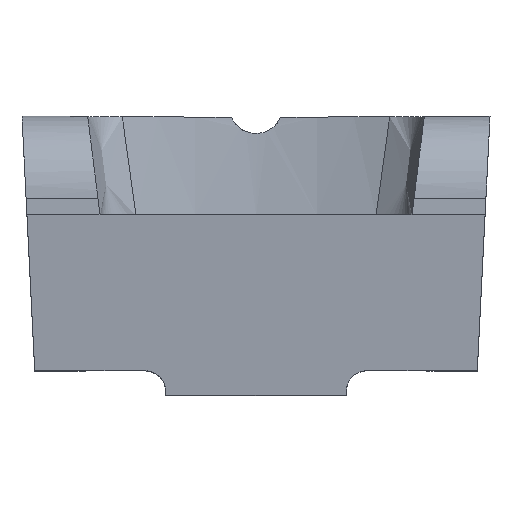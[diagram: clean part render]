
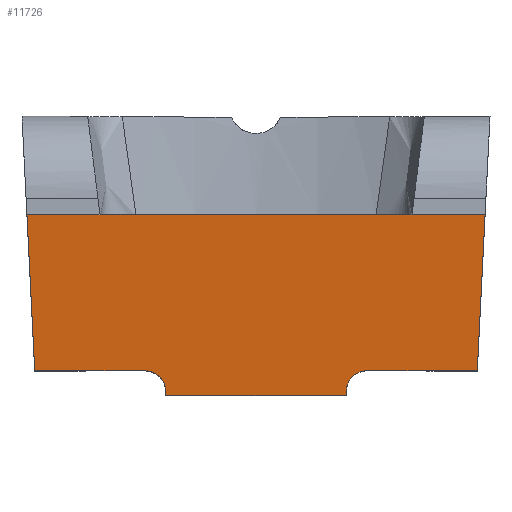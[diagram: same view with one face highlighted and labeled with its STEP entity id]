
A CAD part, top view. The second image highlights one B-rep face of the part: STEP entity #11726.
In plain terms, the highlighted planar face has unit normal (0, -0.09, 0.996).
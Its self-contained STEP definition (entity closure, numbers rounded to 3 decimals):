
#151 = EDGE_CURVE ( 'NONE', #1217, #563, #7439, .T. ) ;
#563 = VERTEX_POINT ( 'NONE', #7477 ) ;
#1217 = VERTEX_POINT ( 'NONE', #7507 ) ;
#3385 = VERTEX_POINT ( 'NONE', #7634 ) ;
#3405 = EDGE_CURVE ( 'NONE', #3385, #5942, #7633, .T. ) ;
#4690 = CARTESIAN_POINT ( 'NONE',  ( 11., -3., 27. ) ) ;
#4744 = DIRECTION ( 'NONE',  ( 0., -0.996, -0.091 ) ) ;
#4745 = VECTOR ( 'NONE', #4744, 1000. ) ;
#4746 = CARTESIAN_POINT ( 'NONE',  ( 11., 17.684, 28.88 ) ) ;
#4751 = LINE ( 'NONE', #4746, #4745 ) ;
#4952 = DIRECTION ( 'NONE',  ( 1., 0., 0. ) ) ;
#4953 = VECTOR ( 'NONE', #4952, 1000. ) ;
#4954 = CARTESIAN_POINT ( 'NONE',  ( -4.75, -3., 27. ) ) ;
#4955 = LINE ( 'NONE', #4954, #4953 ) ;
#5018 = DIRECTION ( 'NONE',  ( 0., 0.996, 0.091 ) ) ;
#5019 = DIRECTION ( 'NONE',  ( 0., 0.091, -0.996 ) ) ;
#5020 = AXIS2_PLACEMENT_3D ( 'NONE', #5021, #5019, #5018 ) ;
#5021 = CARTESIAN_POINT ( 'NONE',  ( -30., -3., 27. ) ) ;
#5022 = PLANE ( 'NONE',  #5020 ) ;
#5023 = FACE_OUTER_BOUND ( 'NONE', #11723, .T. ) ;
#5894 = VERTEX_POINT ( 'NONE', #8852 ) ;
#5896 = EDGE_CURVE ( 'NONE', #5894, #563, #8851, .T. ) ;
#5942 = VERTEX_POINT ( 'NONE', #8935 ) ;
#5945 = EDGE_CURVE ( 'NONE', #5942, #5946, #8927, .T. ) ;
#5946 = VERTEX_POINT ( 'NONE', #8929 ) ;
#5957 = VERTEX_POINT ( 'NONE', #8949 ) ;
#5961 = EDGE_CURVE ( 'NONE', #5957, #5962, #8989, .T. ) ;
#5962 = VERTEX_POINT ( 'NONE', #8946 ) ;
#6031 = VERTEX_POINT ( 'NONE', #9134 ) ;
#6033 = EDGE_CURVE ( 'NONE', #6031, #5957, #9133, .T. ) ;
#6112 = EDGE_CURVE ( 'NONE', #5946, #6113, #9283, .T. ) ;
#6113 = VERTEX_POINT ( 'NONE', #9279 ) ;
#6144 = EDGE_CURVE ( 'NONE', #6031, #6145, #9317, .T. ) ;
#6145 = VERTEX_POINT ( 'NONE', #9313 ) ;
#6327 = EDGE_CURVE ( 'NONE', #5894, #6113, #9620, .T. ) ;
#6342 = EDGE_CURVE ( 'NONE', #1217, #6145, #9657, .T. ) ;
#7436 = DIRECTION ( 'NONE',  ( -1., 0., 0. ) ) ;
#7437 = VECTOR ( 'NONE', #7436, 1000. ) ;
#7438 = CARTESIAN_POINT ( 'NONE',  ( 28.5, 19., 29. ) ) ;
#7439 = LINE ( 'NONE', #7438, #7437 ) ;
#7477 = CARTESIAN_POINT ( 'NONE',  ( -19., 19., 29. ) ) ;
#7507 = CARTESIAN_POINT ( 'NONE',  ( 19., 19., 29. ) ) ;
#7630 = DIRECTION ( 'NONE',  ( 0., 0.996, 0.091 ) ) ;
#7631 = VECTOR ( 'NONE', #7630, 1000. ) ;
#7632 = CARTESIAN_POINT ( 'NONE',  ( -11., 19., 29. ) ) ;
#7633 = LINE ( 'NONE', #7632, #7631 ) ;
#7634 = CARTESIAN_POINT ( 'NONE',  ( -11., -3., 27. ) ) ;
#8848 = DIRECTION ( 'NONE',  ( 1., 0., 0. ) ) ;
#8849 = VECTOR ( 'NONE', #8848, 1000. ) ;
#8850 = CARTESIAN_POINT ( 'NONE',  ( -30., 19., 29. ) ) ;
#8851 = LINE ( 'NONE', #8850, #8849 ) ;
#8852 = CARTESIAN_POINT ( 'NONE',  ( -27.9, 19., 29. ) ) ;
#8927 =( BOUNDED_CURVE ( )  B_SPLINE_CURVE ( 3, ( #8971, #8970, #8969, #8968 ),
 .UNSPECIFIED., .F., .T. ) 
 B_SPLINE_CURVE_WITH_KNOTS ( ( 4, 4 ),
 ( 4.712, 6.283 ),
 .UNSPECIFIED. ) 
 CURVE ( )  GEOMETRIC_REPRESENTATION_ITEM ( )  RATIONAL_B_SPLINE_CURVE ( ( 1., 0.805, 0.805, 1. ) ) 
 REPRESENTATION_ITEM ( '' )  );
#8929 = CARTESIAN_POINT ( 'NONE',  ( -13.5, 0., 27.273 ) ) ;
#8935 = CARTESIAN_POINT ( 'NONE',  ( -11., -2.5, 27.045 ) ) ;
#8946 = CARTESIAN_POINT ( 'NONE',  ( 11., -2.5, 27.045 ) ) ;
#8949 = CARTESIAN_POINT ( 'NONE',  ( 13.5, 0., 27.273 ) ) ;
#8968 = CARTESIAN_POINT ( 'NONE',  ( -13.5, 0., 27.273 ) ) ;
#8969 = CARTESIAN_POINT ( 'NONE',  ( -12.036, 0., 27.273 ) ) ;
#8970 = CARTESIAN_POINT ( 'NONE',  ( -11., -1.036, 27.179 ) ) ;
#8971 = CARTESIAN_POINT ( 'NONE',  ( -11., -2.5, 27.045 ) ) ;
#8985 = CARTESIAN_POINT ( 'NONE',  ( 11., -2.5, 27.045 ) ) ;
#8986 = CARTESIAN_POINT ( 'NONE',  ( 11., -1.036, 27.179 ) ) ;
#8987 = CARTESIAN_POINT ( 'NONE',  ( 12.036, 0., 27.273 ) ) ;
#8988 = CARTESIAN_POINT ( 'NONE',  ( 13.5, 0., 27.273 ) ) ;
#8989 =( BOUNDED_CURVE ( )  B_SPLINE_CURVE ( 3, ( #8988, #8987, #8986, #8985 ),
 .UNSPECIFIED., .F., .T. ) 
 B_SPLINE_CURVE_WITH_KNOTS ( ( 4, 4 ),
 ( 3.142, 4.712 ),
 .UNSPECIFIED. ) 
 CURVE ( )  GEOMETRIC_REPRESENTATION_ITEM ( )  RATIONAL_B_SPLINE_CURVE ( ( 1., 0.805, 0.805, 1. ) ) 
 REPRESENTATION_ITEM ( '' )  );
#9130 = DIRECTION ( 'NONE',  ( -1., 0., 0. ) ) ;
#9131 = VECTOR ( 'NONE', #9130, 1000. ) ;
#9132 = CARTESIAN_POINT ( 'NONE',  ( 28.5, 0., 27.273 ) ) ;
#9133 = LINE ( 'NONE', #9132, #9131 ) ;
#9134 = CARTESIAN_POINT ( 'NONE',  ( 26.95, 0., 27.273 ) ) ;
#9279 = CARTESIAN_POINT ( 'NONE',  ( -26.95, 0., 27.273 ) ) ;
#9280 = DIRECTION ( 'NONE',  ( -1., 0., 0. ) ) ;
#9281 = VECTOR ( 'NONE', #9280, 1000. ) ;
#9282 = CARTESIAN_POINT ( 'NONE',  ( 28.5, 0., 27.273 ) ) ;
#9283 = LINE ( 'NONE', #9282, #9281 ) ;
#9313 = CARTESIAN_POINT ( 'NONE',  ( 27.9, 19., 29. ) ) ;
#9314 = DIRECTION ( 'NONE',  ( 0.05, 0.995, 0.09 ) ) ;
#9315 = VECTOR ( 'NONE', #9314, 1000. ) ;
#9316 = CARTESIAN_POINT ( 'NONE',  ( 28.149, 23.976, 29.452 ) ) ;
#9317 = LINE ( 'NONE', #9316, #9315 ) ;
#9614 = DIRECTION ( 'NONE',  ( 0.05, -0.995, -0.09 ) ) ;
#9615 = VECTOR ( 'NONE', #9614, 1000. ) ;
#9616 = CARTESIAN_POINT ( 'NONE',  ( -28.149, 23.976, 29.452 ) ) ;
#9620 = LINE ( 'NONE', #9616, #9615 ) ;
#9649 = DIRECTION ( 'NONE',  ( 1., 0., 0. ) ) ;
#9650 = VECTOR ( 'NONE', #9649, 1000. ) ;
#9651 = CARTESIAN_POINT ( 'NONE',  ( -30., 19., 29. ) ) ;
#9657 = LINE ( 'NONE', #9651, #9650 ) ;
#11551 = VERTEX_POINT ( 'NONE', #4690 ) ;
#11556 = EDGE_CURVE ( 'NONE', #5962, #11551, #4751, .T. ) ;
#11659 = EDGE_CURVE ( 'NONE', #3385, #11551, #4955, .T. ) ;
#11703 = ORIENTED_EDGE ( 'NONE', *, *, #11659, .T. ) ;
#11704 = ORIENTED_EDGE ( 'NONE', *, *, #5945, .F. ) ;
#11723 = EDGE_LOOP ( 'NONE', ( #11729, #11732, #11704, #11731, #11703, #11762, #11749, #11745, #11758, #11750, #11743, #11752 ) ) ;
#11726 = ADVANCED_FACE ( 'NONE', ( #5023 ), #5022, .F. ) ;
#11729 = ORIENTED_EDGE ( 'NONE', *, *, #6327, .T. ) ;
#11731 = ORIENTED_EDGE ( 'NONE', *, *, #3405, .F. ) ;
#11732 = ORIENTED_EDGE ( 'NONE', *, *, #6112, .F. ) ;
#11743 = ORIENTED_EDGE ( 'NONE', *, *, #151, .T. ) ;
#11745 = ORIENTED_EDGE ( 'NONE', *, *, #6033, .F. ) ;
#11749 = ORIENTED_EDGE ( 'NONE', *, *, #5961, .F. ) ;
#11750 = ORIENTED_EDGE ( 'NONE', *, *, #6342, .F. ) ;
#11752 = ORIENTED_EDGE ( 'NONE', *, *, #5896, .F. ) ;
#11758 = ORIENTED_EDGE ( 'NONE', *, *, #6144, .T. ) ;
#11762 = ORIENTED_EDGE ( 'NONE', *, *, #11556, .F. ) ;
